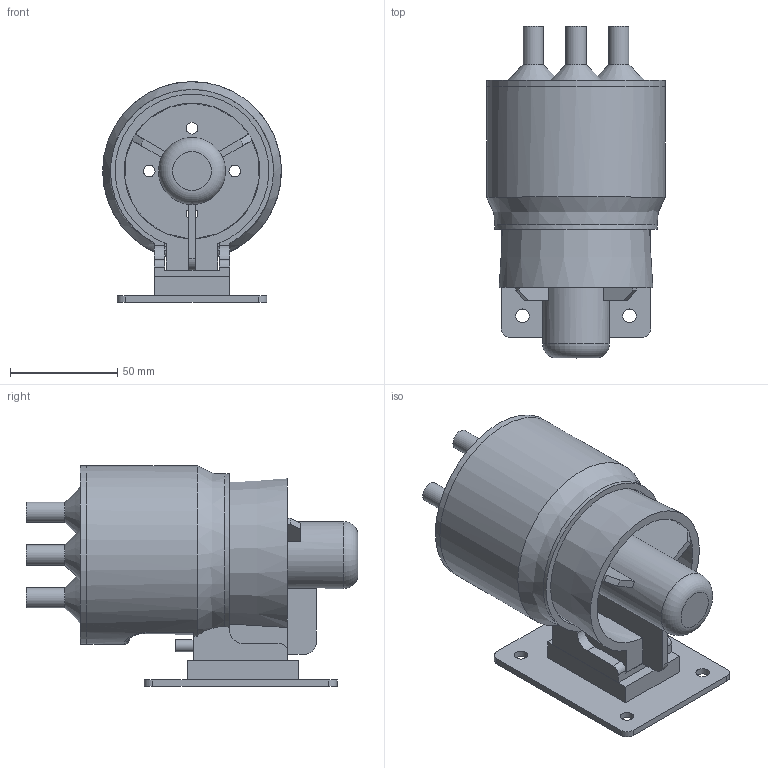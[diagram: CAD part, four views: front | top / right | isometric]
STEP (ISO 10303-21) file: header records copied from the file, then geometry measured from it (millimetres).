
FILE_DESCRIPTION(/* description */ (''),/* implementation_level */ '2;1');
FILE_NAME(/* name */ 'Water jet adapter 2 v12.step',/* time_stamp */ '2022-08-26T23:55:32-04:00',/* author */ (''),/* organization */ (''),/* preprocessor_version */ 'ST-DEVELOPER v18.1',/* originating_system */ 'Autodesk Translation Framework v10.13.0.1454',/* authorisation */ '');
FILE_SCHEMA (('AUTOMOTIVE_DESIGN { 1 0 10303 214 3 1 1 }'));
Length unit declared in the file: millimetre
Products named in the file (8): Water jet adapter 2; thruster; 2216 Thruster EK; thruster_1; collar; adapter; plate a; mount
Assembly tree (7 placements, depth 4):
  Water jet adapter 2
    thruster
      2216 Thruster EK
        thruster_1
    collar
    adapter
    plate a
    mount
Bounding box: 83.51 x 155.04 x 103.12 mm (x, y, z)
Volume: 309175.5 mm3; surface area: 110501.1 mm2
Topology: 6 solids, 6 shells, 164 faces, 380 edges, 246 vertices
Faces by surface type: plane 72, cylinder 70, cone 15, bspline 5, torus 2
Full cylindrical faces by diameter (mm): 3.4 x12, 4 x12, 5 x6, 5.45 x4, 5.74 x1, 6.4 x4, 9.45 x4, 10 x4, 31.3 x2, 63.51 x1, 83.51 x2
Entity records: 5617 total; most frequent: CARTESIAN_POINT 1449, DIRECTION 882, ORIENTED_EDGE 760, EDGE_CURVE 380, AXIS2_PLACEMENT_3D 349, VERTEX_POINT 246, EDGE_LOOP 236, LINE 184
